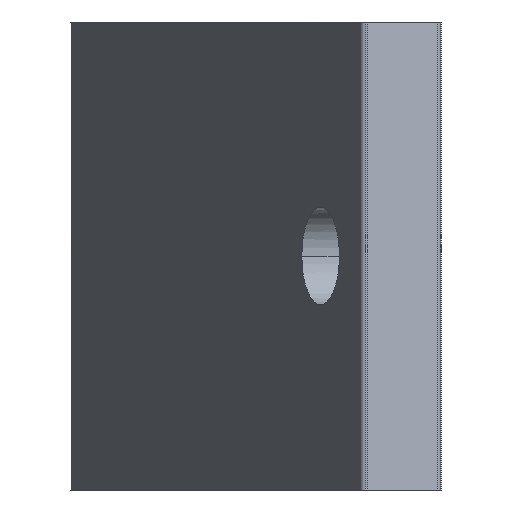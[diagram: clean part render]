
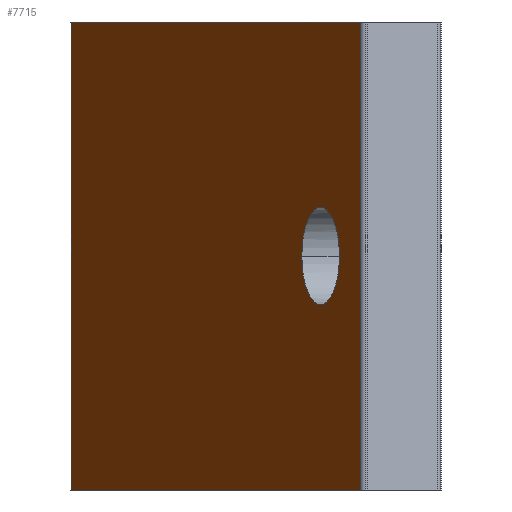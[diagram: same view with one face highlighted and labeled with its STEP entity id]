
A CAD part, left-side view. The second image highlights one B-rep face of the part: STEP entity #7715.
In plain terms, the highlighted planar face has unit normal (-0.383, 0.924, 0).
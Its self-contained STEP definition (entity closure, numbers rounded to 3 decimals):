
#39 = DIRECTION ( 'NONE',  ( 0.924, 0.383, 0. ) ) ;
#109 = LINE ( 'NONE', #2729, #6438 ) ;
#130 = VECTOR ( 'NONE', #2065, 1000. ) ;
#267 = CARTESIAN_POINT ( 'NONE',  ( 10393.416, 2572.205, -21.5 ) ) ;
#340 = AXIS2_PLACEMENT_3D ( 'NONE', #1817, #3588, #39 ) ;
#527 = CARTESIAN_POINT ( 'NONE',  ( 10402.654, 2576.032, 0. ) ) ;
#617 = CARTESIAN_POINT ( 'NONE',  ( 10393.878, 2572.397, -21.5 ) ) ;
#648 = VERTEX_POINT ( 'NONE', #5044 ) ;
#749 = CARTESIAN_POINT ( 'NONE',  ( 10457.972, 2598.946, 21.5 ) ) ;
#980 = DIRECTION ( 'NONE',  ( 0., 0., -1. ) ) ;
#1105 = FACE_BOUND ( 'NONE', #4987, .T. ) ;
#1133 = DIRECTION ( 'NONE',  ( 0.924, 0.383, 0. ) ) ;
#1163 = LINE ( 'NONE', #5130, #6286 ) ;
#1315 = CARTESIAN_POINT ( 'NONE',  ( 10393.416, 2572.205, 21.5 ) ) ;
#1392 = ORIENTED_EDGE ( 'NONE', *, *, #6670, .T. ) ;
#1404 = LINE ( 'NONE', #1315, #7556 ) ;
#1414 = VERTEX_POINT ( 'NONE', #1761 ) ;
#1761 = CARTESIAN_POINT ( 'NONE',  ( 10393.878, 2572.397, 21.5 ) ) ;
#1817 = CARTESIAN_POINT ( 'NONE',  ( 10393.416, 2572.205, 10. ) ) ;
#2065 = DIRECTION ( 'NONE',  ( -0.924, -0.383, 0. ) ) ;
#2073 = EDGE_CURVE ( 'NONE', #5355, #648, #6708, .T. ) ;
#2086 = CARTESIAN_POINT ( 'NONE',  ( 10406.812, 2577.754, 0. ) ) ;
#2245 = EDGE_CURVE ( 'NONE', #648, #5355, #4159, .T. ) ;
#2558 = DIRECTION ( 'NONE',  ( 0.383, -0.924, 0. ) ) ;
#2685 = FACE_OUTER_BOUND ( 'NONE', #7277, .T. ) ;
#2729 = CARTESIAN_POINT ( 'NONE',  ( 10393.878, 2572.397, 10. ) ) ;
#2830 = VERTEX_POINT ( 'NONE', #749 ) ;
#3588 = DIRECTION ( 'NONE',  ( 0.383, -0.924, 0. ) ) ;
#3592 = AXIS2_PLACEMENT_3D ( 'NONE', #6119, #2558, #6746 ) ;
#3881 = ORIENTED_EDGE ( 'NONE', *, *, #2245, .T. ) ;
#3919 = EDGE_CURVE ( 'NONE', #2830, #1414, #1404, .T. ) ;
#4111 = CARTESIAN_POINT ( 'NONE',  ( 10457.972, 2598.946, -21.5 ) ) ;
#4159 = CIRCLE ( 'NONE', #6403, 4.5 ) ;
#4384 = EDGE_CURVE ( 'NONE', #5129, #1414, #109, .T. ) ;
#4674 = DIRECTION ( 'NONE',  ( 0.383, -0.924, 0. ) ) ;
#4987 = EDGE_LOOP ( 'NONE', ( #3881, #6487 ) ) ;
#5044 = CARTESIAN_POINT ( 'NONE',  ( 10398.497, 2574.31, 0. ) ) ;
#5067 = LINE ( 'NONE', #267, #130 ) ;
#5129 = VERTEX_POINT ( 'NONE', #617 ) ;
#5130 = CARTESIAN_POINT ( 'NONE',  ( 10457.972, 2598.946, 10. ) ) ;
#5355 = VERTEX_POINT ( 'NONE', #2086 ) ;
#5568 = ORIENTED_EDGE ( 'NONE', *, *, #7071, .T. ) ;
#5809 = ORIENTED_EDGE ( 'NONE', *, *, #4384, .T. ) ;
#5826 = ORIENTED_EDGE ( 'NONE', *, *, #3919, .F. ) ;
#6119 = CARTESIAN_POINT ( 'NONE',  ( 10402.654, 2576.032, 0. ) ) ;
#6286 = VECTOR ( 'NONE', #980, 1000. ) ;
#6368 = VERTEX_POINT ( 'NONE', #4111 ) ;
#6403 = AXIS2_PLACEMENT_3D ( 'NONE', #527, #4674, #1133 ) ;
#6438 = VECTOR ( 'NONE', #6927, 1000. ) ;
#6487 = ORIENTED_EDGE ( 'NONE', *, *, #2073, .T. ) ;
#6670 = EDGE_CURVE ( 'NONE', #2830, #6368, #1163, .T. ) ;
#6679 = DIRECTION ( 'NONE',  ( -0.924, -0.383, 0. ) ) ;
#6708 = CIRCLE ( 'NONE', #3592, 4.5 ) ;
#6746 = DIRECTION ( 'NONE',  ( 0.924, 0.383, 0. ) ) ;
#6927 = DIRECTION ( 'NONE',  ( 0., 0., 1. ) ) ;
#7071 = EDGE_CURVE ( 'NONE', #6368, #5129, #5067, .T. ) ;
#7194 = PLANE ( 'NONE',  #340 ) ;
#7277 = EDGE_LOOP ( 'NONE', ( #1392, #5568, #5809, #5826 ) ) ;
#7556 = VECTOR ( 'NONE', #6679, 1000. ) ;
#7715 = ADVANCED_FACE ( 'NONE', ( #1105, #2685 ), #7194, .F. ) ;
